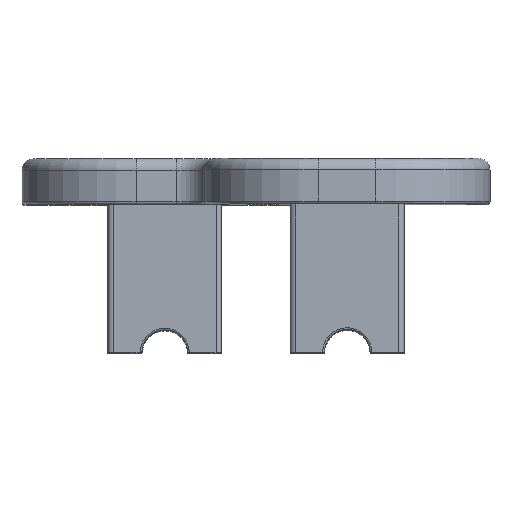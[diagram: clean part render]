
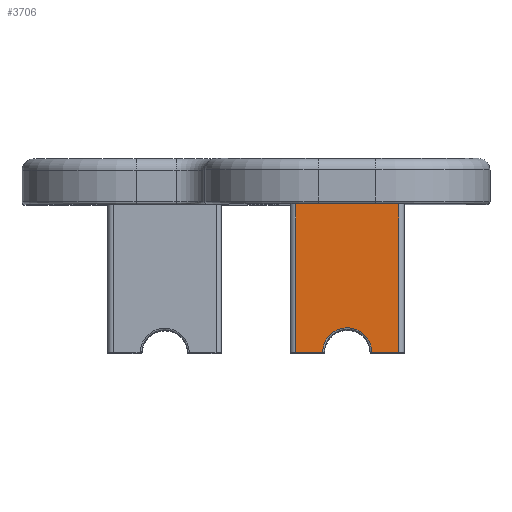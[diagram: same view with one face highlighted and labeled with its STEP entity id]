
A CAD part, top view. The second image highlights one B-rep face of the part: STEP entity #3706.
In plain terms, the highlighted planar face has unit normal (0, 0, 1).
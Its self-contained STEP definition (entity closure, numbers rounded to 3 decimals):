
#84=DIRECTION('',(1.,0.,0.));
#85=VECTOR('',#84,18.);
#86=CARTESIAN_POINT('',(22.985,0.,97.252));
#87=LINE('',#86,#85);
#1127=DIRECTION('',(1.,0.,0.));
#1128=VECTOR('',#1127,4.7);
#1129=CARTESIAN_POINT('',(22.985,-26.,97.252));
#1130=LINE('',#1129,#1128);
#1131=DIRECTION('',(0.,-1.,0.));
#1132=VECTOR('',#1131,26.);
#1133=CARTESIAN_POINT('',(22.985,0.,97.252));
#1134=LINE('',#1133,#1132);
#1135=DIRECTION('',(0.,1.,0.));
#1136=VECTOR('',#1135,26.);
#1137=CARTESIAN_POINT('',(40.985,-26.,97.258));
#1138=LINE('',#1137,#1136);
#1139=DIRECTION('',(1.,0.,0.));
#1140=VECTOR('',#1139,4.7);
#1141=CARTESIAN_POINT('',(36.285,-26.,97.257));
#1142=LINE('',#1141,#1140);
#1143=CARTESIAN_POINT('',(31.985,-26.,97.255));
#1144=DIRECTION('',(0.,0.,-1.));
#1145=DIRECTION('',(-1.,0.,0.));
#1146=AXIS2_PLACEMENT_3D('',#1143,#1144,#1145);
#1746=CARTESIAN_POINT('',(40.985,-26.,97.258));
#1747=CARTESIAN_POINT('',(40.985,0.,97.258));
#1748=VERTEX_POINT('',#1746);
#1749=VERTEX_POINT('',#1747);
#1754=CARTESIAN_POINT('',(22.985,0.,97.252));
#1755=CARTESIAN_POINT('',(22.985,-26.,97.252));
#1756=VERTEX_POINT('',#1754);
#1757=VERTEX_POINT('',#1755);
#1970=CARTESIAN_POINT('',(36.285,-26.,97.257));
#1972=VERTEX_POINT('',#1970);
#1975=CARTESIAN_POINT('',(27.685,-26.,97.254));
#1977=VERTEX_POINT('',#1975);
#3689=CARTESIAN_POINT('',(31.967,0.,97.255));
#3690=DIRECTION('',(0.,0.,1.));
#3691=DIRECTION('',(1.,0.,0.));
#3692=AXIS2_PLACEMENT_3D('',#3689,#3690,#3691);
#3693=PLANE('',#3692);
#3695=ORIENTED_EDGE('',*,*,#3694,.F.);
#3697=ORIENTED_EDGE('',*,*,#3696,.F.);
#3698=ORIENTED_EDGE('',*,*,#3682,.F.);
#3699=ORIENTED_EDGE('',*,*,#2218,.T.);
#3701=ORIENTED_EDGE('',*,*,#3700,.F.);
#3703=ORIENTED_EDGE('',*,*,#3702,.F.);
#3704=EDGE_LOOP('',(#3695,#3697,#3698,#3699,#3701,#3703));
#3705=FACE_OUTER_BOUND('',#3704,.F.);
#3706=ADVANCED_FACE('',(#3705),#3693,.T.);
#1147=CIRCLE('',#1146,4.3);
#2218=EDGE_CURVE('',#1756,#1749,#87,.T.);
#3682=EDGE_CURVE('',#1756,#1757,#1134,.T.);
#3694=EDGE_CURVE('',#1977,#1972,#1147,.T.);
#3696=EDGE_CURVE('',#1757,#1977,#1130,.T.);
#3700=EDGE_CURVE('',#1748,#1749,#1138,.T.);
#3702=EDGE_CURVE('',#1972,#1748,#1142,.T.);
